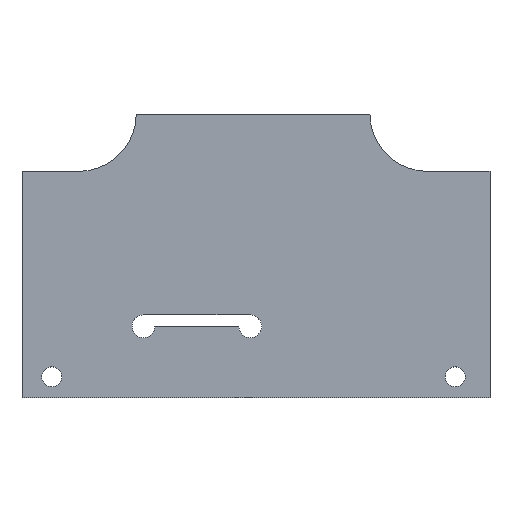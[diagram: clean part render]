
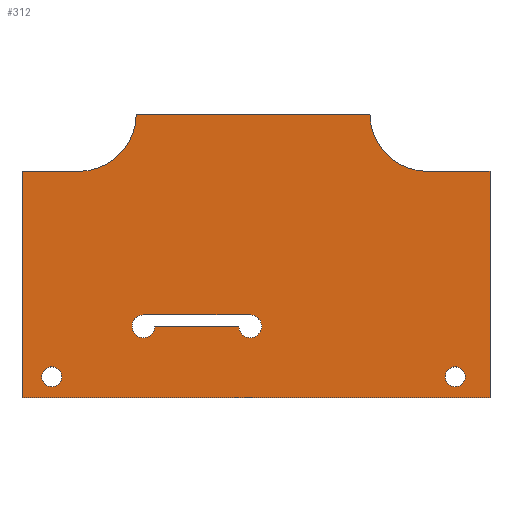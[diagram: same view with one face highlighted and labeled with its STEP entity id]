
A CAD part, top view. The second image highlights one B-rep face of the part: STEP entity #312.
In plain terms, the highlighted planar face has unit normal (0, 0, 1).
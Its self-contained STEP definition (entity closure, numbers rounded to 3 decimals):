
#10 = CARTESIAN_POINT ( 'NONE',  ( -19.24, -27.194, 3. ) ) ;
#39 = LINE ( 'NONE', #965, #948 ) ;
#46 = DIRECTION ( 'NONE',  ( -1., 0., 0. ) ) ;
#47 = DIRECTION ( 'NONE',  ( 1., 0., 0. ) ) ;
#53 = CIRCLE ( 'NONE', #806, 1.75 ) ;
#61 = FACE_BOUND ( 'NONE', #813, .T. ) ;
#78 = CARTESIAN_POINT ( 'NONE',  ( -30.5, 0., 3. ) ) ;
#83 = VERTEX_POINT ( 'NONE', #847 ) ;
#84 = CARTESIAN_POINT ( 'NONE',  ( 35.451, -36.055, 3. ) ) ;
#86 = VERTEX_POINT ( 'NONE', #1164 ) ;
#87 = CARTESIAN_POINT ( 'NONE',  ( -17.24, -27.194, 3. ) ) ;
#100 = VERTEX_POINT ( 'NONE', #113 ) ;
#113 = CARTESIAN_POINT ( 'NONE',  ( 41.558, 0., 3. ) ) ;
#115 = VECTOR ( 'NONE', #1308, 1000. ) ;
#116 = VERTEX_POINT ( 'NONE', #646 ) ;
#119 = CIRCLE ( 'NONE', #204, 1.75 ) ;
#134 = AXIS2_PLACEMENT_3D ( 'NONE', #266, #974, #249 ) ;
#140 = CARTESIAN_POINT ( 'NONE',  ( -35.318, -36.055, 3. ) ) ;
#154 = LINE ( 'NONE', #162, #636 ) ;
#156 = LINE ( 'NONE', #882, #115 ) ;
#157 = CIRCLE ( 'NONE', #1334, 1.75 ) ;
#162 = CARTESIAN_POINT ( 'NONE',  ( 30.5, 0., 3. ) ) ;
#170 = VERTEX_POINT ( 'NONE', #1175 ) ;
#172 = EDGE_LOOP ( 'NONE', ( #367, #1082 ) ) ;
#182 = CARTESIAN_POINT ( 'NONE',  ( -21.24, -27.194, 3. ) ) ;
#204 = AXIS2_PLACEMENT_3D ( 'NONE', #84, #1107, #516 ) ;
#233 = VECTOR ( 'NONE', #504, 1000. ) ;
#246 = DIRECTION ( 'NONE',  ( 0., 0., -1. ) ) ;
#249 = DIRECTION ( 'NONE',  ( 1., 0., 0. ) ) ;
#254 = LINE ( 'NONE', #1083, #981 ) ;
#259 = CARTESIAN_POINT ( 'NONE',  ( -19.24, -25.194, 3. ) ) ;
#266 = CARTESIAN_POINT ( 'NONE',  ( -30.5, 10., 3. ) ) ;
#273 = EDGE_CURVE ( 'NONE', #1240, #391, #308, .T. ) ;
#275 = VERTEX_POINT ( 'NONE', #654 ) ;
#304 = EDGE_CURVE ( 'NONE', #923, #1011, #1195, .T. ) ;
#306 = ORIENTED_EDGE ( 'NONE', *, *, #465, .T. ) ;
#308 = CIRCLE ( 'NONE', #1070, 2. ) ;
#310 = CARTESIAN_POINT ( 'NONE',  ( -19.24, -25.194, 3. ) ) ;
#312 = ADVANCED_FACE ( 'NONE', ( #463, #579, #659, #61 ), #683, .T. ) ;
#317 = ORIENTED_EDGE ( 'NONE', *, *, #551, .T. ) ;
#322 = VERTEX_POINT ( 'NONE', #1187 ) ;
#327 = CIRCLE ( 'NONE', #1084, 2. ) ;
#348 = VERTEX_POINT ( 'NONE', #1090 ) ;
#350 = EDGE_CURVE ( 'NONE', #1242, #923, #988, .T. ) ;
#356 = CARTESIAN_POINT ( 'NONE',  ( 0., 0., 3. ) ) ;
#357 = EDGE_CURVE ( 'NONE', #1097, #1207, #254, .T. ) ;
#367 = ORIENTED_EDGE ( 'NONE', *, *, #390, .F. ) ;
#372 = CARTESIAN_POINT ( 'NONE',  ( 37.201, -36.055, 3. ) ) ;
#374 = DIRECTION ( 'NONE',  ( 1., 0., 0. ) ) ;
#390 = EDGE_CURVE ( 'NONE', #275, #86, #423, .T. ) ;
#391 = VERTEX_POINT ( 'NONE', #259 ) ;
#392 = EDGE_CURVE ( 'NONE', #1207, #100, #156, .T. ) ;
#393 = CARTESIAN_POINT ( 'NONE',  ( -0.502, -25.194, 3. ) ) ;
#398 = AXIS2_PLACEMENT_3D ( 'NONE', #1192, #454, #374 ) ;
#411 = EDGE_CURVE ( 'NONE', #86, #275, #53, .T. ) ;
#423 = CIRCLE ( 'NONE', #398, 1.75 ) ;
#450 = DIRECTION ( 'NONE',  ( 0., -1., 0. ) ) ;
#454 = DIRECTION ( 'NONE',  ( 0., 0., 1. ) ) ;
#458 = EDGE_CURVE ( 'NONE', #83, #170, #910, .T. ) ;
#459 = VECTOR ( 'NONE', #1009, 1000. ) ;
#463 = FACE_OUTER_BOUND ( 'NONE', #586, .T. ) ;
#465 = EDGE_CURVE ( 'NONE', #994, #83, #870, .T. ) ;
#478 = DIRECTION ( 'NONE',  ( 0., 0., 1. ) ) ;
#502 = CARTESIAN_POINT ( 'NONE',  ( 35.451, -36.055, 3. ) ) ;
#504 = DIRECTION ( 'NONE',  ( 1., 0., 0. ) ) ;
#505 = ORIENTED_EDGE ( 'NONE', *, *, #843, .T. ) ;
#516 = DIRECTION ( 'NONE',  ( 1., 0., 0. ) ) ;
#533 = EDGE_CURVE ( 'NONE', #391, #994, #1241, .T. ) ;
#536 = EDGE_CURVE ( 'NONE', #322, #1242, #1294, .T. ) ;
#549 = DIRECTION ( 'NONE',  ( 0., 0., -1. ) ) ;
#551 = EDGE_CURVE ( 'NONE', #1011, #348, #801, .T. ) ;
#555 = DIRECTION ( 'NONE',  ( 0., 0., 1. ) ) ;
#561 = CARTESIAN_POINT ( 'NONE',  ( -19.24, -27.194, 3. ) ) ;
#574 = ORIENTED_EDGE ( 'NONE', *, *, #1182, .T. ) ;
#579 = FACE_BOUND ( 'NONE', #172, .T. ) ;
#586 = EDGE_LOOP ( 'NONE', ( #691, #599, #574, #615, #696, #737, #317, #1321 ) ) ;
#599 = ORIENTED_EDGE ( 'NONE', *, *, #392, .T. ) ;
#615 = ORIENTED_EDGE ( 'NONE', *, *, #536, .T. ) ;
#636 = VECTOR ( 'NONE', #773, 1000. ) ;
#646 = CARTESIAN_POINT ( 'NONE',  ( 33.701, -36.055, 3. ) ) ;
#654 = CARTESIAN_POINT ( 'NONE',  ( -33.568, -36.055, 3. ) ) ;
#658 = ORIENTED_EDGE ( 'NONE', *, *, #1027, .F. ) ;
#659 = FACE_BOUND ( 'NONE', #911, .T. ) ;
#669 = ORIENTED_EDGE ( 'NONE', *, *, #458, .T. ) ;
#683 = PLANE ( 'NONE',  #1244 ) ;
#689 = DIRECTION ( 'NONE',  ( 0., 0., -1. ) ) ;
#691 = ORIENTED_EDGE ( 'NONE', *, *, #357, .T. ) ;
#696 = ORIENTED_EDGE ( 'NONE', *, *, #350, .T. ) ;
#737 = ORIENTED_EDGE ( 'NONE', *, *, #304, .T. ) ;
#754 = VECTOR ( 'NONE', #1110, 1000. ) ;
#773 = DIRECTION ( 'NONE',  ( -1., 0., 0. ) ) ;
#781 = CARTESIAN_POINT ( 'NONE',  ( -20.5, 10., 3. ) ) ;
#801 = LINE ( 'NONE', #1236, #754 ) ;
#805 = CARTESIAN_POINT ( 'NONE',  ( 20.5, 10., 3. ) ) ;
#806 = AXIS2_PLACEMENT_3D ( 'NONE', #140, #555, #1119 ) ;
#813 = EDGE_LOOP ( 'NONE', ( #669, #505, #927, #1113, #306 ) ) ;
#843 = EDGE_CURVE ( 'NONE', #170, #1240, #327, .T. ) ;
#847 = CARTESIAN_POINT ( 'NONE',  ( -2.502, -27.194, 3. ) ) ;
#864 = DIRECTION ( 'NONE',  ( 1., 0., 0. ) ) ;
#870 = CIRCLE ( 'NONE', #943, 2. ) ;
#877 = AXIS2_PLACEMENT_3D ( 'NONE', #918, #689, #1337 ) ;
#882 = CARTESIAN_POINT ( 'NONE',  ( 41.558, 0., 3. ) ) ;
#910 = LINE ( 'NONE', #87, #459 ) ;
#911 = EDGE_LOOP ( 'NONE', ( #1089, #658 ) ) ;
#918 = CARTESIAN_POINT ( 'NONE',  ( 30.5, 10., 3. ) ) ;
#923 = VERTEX_POINT ( 'NONE', #1233 ) ;
#927 = ORIENTED_EDGE ( 'NONE', *, *, #273, .T. ) ;
#928 = DIRECTION ( 'NONE',  ( 1., 0., 0. ) ) ;
#943 = AXIS2_PLACEMENT_3D ( 'NONE', #1211, #1316, #928 ) ;
#948 = VECTOR ( 'NONE', #450, 1000. ) ;
#965 = CARTESIAN_POINT ( 'NONE',  ( -40.546, 0., 3. ) ) ;
#971 = EDGE_CURVE ( 'NONE', #1135, #116, #119, .T. ) ;
#974 = DIRECTION ( 'NONE',  ( 0., 0., -1. ) ) ;
#981 = VECTOR ( 'NONE', #995, 1000. ) ;
#988 = LINE ( 'NONE', #781, #1222 ) ;
#994 = VERTEX_POINT ( 'NONE', #393 ) ;
#995 = DIRECTION ( 'NONE',  ( 1., 0., 0. ) ) ;
#1009 = DIRECTION ( 'NONE',  ( -1., 0., 0. ) ) ;
#1011 = VERTEX_POINT ( 'NONE', #78 ) ;
#1027 = EDGE_CURVE ( 'NONE', #116, #1135, #157, .T. ) ;
#1029 = DIRECTION ( 'NONE',  ( 0., 0., 1. ) ) ;
#1070 = AXIS2_PLACEMENT_3D ( 'NONE', #10, #549, #1275 ) ;
#1080 = EDGE_CURVE ( 'NONE', #348, #1097, #39, .T. ) ;
#1082 = ORIENTED_EDGE ( 'NONE', *, *, #411, .F. ) ;
#1083 = CARTESIAN_POINT ( 'NONE',  ( -40.546, -39.716, 3. ) ) ;
#1084 = AXIS2_PLACEMENT_3D ( 'NONE', #561, #246, #47 ) ;
#1089 = ORIENTED_EDGE ( 'NONE', *, *, #971, .F. ) ;
#1090 = CARTESIAN_POINT ( 'NONE',  ( -40.546, 0., 3. ) ) ;
#1097 = VERTEX_POINT ( 'NONE', #1245 ) ;
#1107 = DIRECTION ( 'NONE',  ( 0., 0., 1. ) ) ;
#1110 = DIRECTION ( 'NONE',  ( -1., 0., 0. ) ) ;
#1113 = ORIENTED_EDGE ( 'NONE', *, *, #533, .T. ) ;
#1115 = DIRECTION ( 'NONE',  ( 1., 0., 0. ) ) ;
#1119 = DIRECTION ( 'NONE',  ( 1., 0., 0. ) ) ;
#1135 = VERTEX_POINT ( 'NONE', #372 ) ;
#1164 = CARTESIAN_POINT ( 'NONE',  ( -37.068, -36.055, 3. ) ) ;
#1175 = CARTESIAN_POINT ( 'NONE',  ( -17.24, -27.194, 3. ) ) ;
#1182 = EDGE_CURVE ( 'NONE', #100, #322, #154, .T. ) ;
#1187 = CARTESIAN_POINT ( 'NONE',  ( 30.5, 0., 3. ) ) ;
#1190 = CARTESIAN_POINT ( 'NONE',  ( 41.558, -39.716, 3. ) ) ;
#1192 = CARTESIAN_POINT ( 'NONE',  ( -35.318, -36.055, 3. ) ) ;
#1195 = CIRCLE ( 'NONE', #134, 10. ) ;
#1207 = VERTEX_POINT ( 'NONE', #1190 ) ;
#1211 = CARTESIAN_POINT ( 'NONE',  ( -0.502, -27.194, 3. ) ) ;
#1222 = VECTOR ( 'NONE', #46, 1000. ) ;
#1233 = CARTESIAN_POINT ( 'NONE',  ( -20.5, 10., 3. ) ) ;
#1236 = CARTESIAN_POINT ( 'NONE',  ( -30.5, 0., 3. ) ) ;
#1240 = VERTEX_POINT ( 'NONE', #182 ) ;
#1241 = LINE ( 'NONE', #310, #233 ) ;
#1242 = VERTEX_POINT ( 'NONE', #805 ) ;
#1244 = AXIS2_PLACEMENT_3D ( 'NONE', #356, #478, #864 ) ;
#1245 = CARTESIAN_POINT ( 'NONE',  ( -40.546, -39.716, 3. ) ) ;
#1275 = DIRECTION ( 'NONE',  ( 1., 0., 0. ) ) ;
#1294 = CIRCLE ( 'NONE', #877, 10. ) ;
#1308 = DIRECTION ( 'NONE',  ( 0., 1., 0. ) ) ;
#1316 = DIRECTION ( 'NONE',  ( 0., 0., -1. ) ) ;
#1321 = ORIENTED_EDGE ( 'NONE', *, *, #1080, .T. ) ;
#1334 = AXIS2_PLACEMENT_3D ( 'NONE', #502, #1029, #1115 ) ;
#1337 = DIRECTION ( 'NONE',  ( 1., 0., 0. ) ) ;
